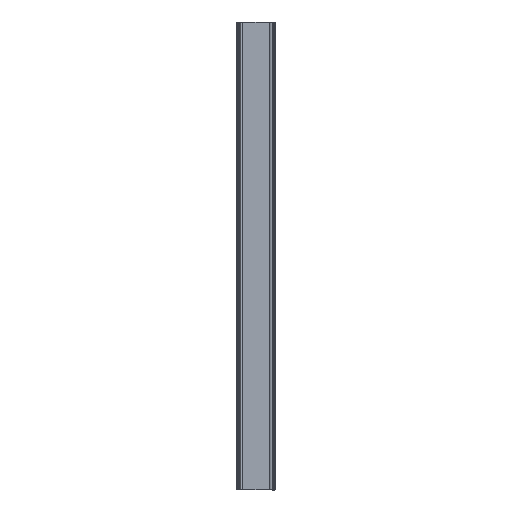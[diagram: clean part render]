
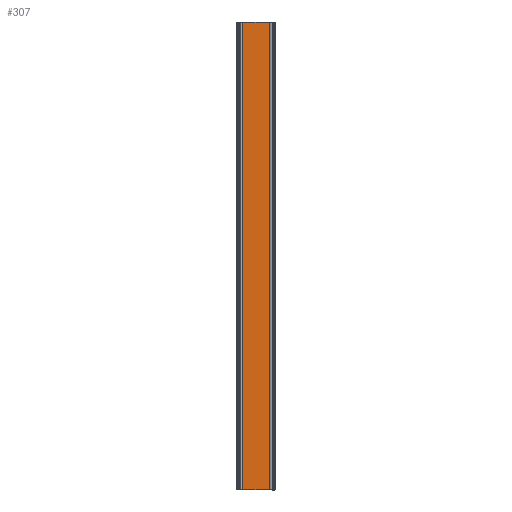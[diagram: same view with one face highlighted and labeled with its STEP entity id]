
A CAD part, front view. The second image highlights one B-rep face of the part: STEP entity #307.
In plain terms, the highlighted planar face has unit normal (0, -1, 0).
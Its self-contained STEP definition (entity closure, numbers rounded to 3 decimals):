
#25=DIRECTION('',(0.,0.,-1.));
#26=VECTOR('',#25,2399.);
#27=CARTESIAN_POINT('',(67.5,0.,0.));
#28=LINE('',#27,#26);
#33=DIRECTION('',(-1.,0.,0.));
#34=VECTOR('',#33,135.);
#35=CARTESIAN_POINT('',(67.5,0.,0.));
#36=LINE('',#35,#34);
#41=DIRECTION('',(-1.,0.,0.));
#42=VECTOR('',#41,135.);
#43=CARTESIAN_POINT('',(67.5,0.,-2399.));
#44=LINE('',#43,#42);
#121=DIRECTION('',(0.,0.,1.));
#122=VECTOR('',#121,2399.);
#123=CARTESIAN_POINT('',(-67.5,0.,-2399.));
#124=LINE('',#123,#122);
#193=CARTESIAN_POINT('',(-67.5,0.,-2399.));
#195=VERTEX_POINT('',#193);
#205=CARTESIAN_POINT('',(67.5,0.,0.));
#206=CARTESIAN_POINT('',(-67.5,0.,0.));
#207=VERTEX_POINT('',#205);
#208=VERTEX_POINT('',#206);
#211=CARTESIAN_POINT('',(67.5,0.,-2399.));
#212=VERTEX_POINT('',#211);
#293=CARTESIAN_POINT('',(-70.5,0.,-2399.));
#294=DIRECTION('',(0.,-1.,0.));
#295=DIRECTION('',(0.,0.,-1.));
#296=AXIS2_PLACEMENT_3D('',#293,#294,#295);
#297=PLANE('',#296);
#299=ORIENTED_EDGE('',*,*,#298,.T.);
#301=ORIENTED_EDGE('',*,*,#300,.T.);
#303=ORIENTED_EDGE('',*,*,#302,.F.);
#304=ORIENTED_EDGE('',*,*,#283,.T.);
#305=EDGE_LOOP('',(#299,#301,#303,#304));
#306=FACE_OUTER_BOUND('',#305,.F.);
#307=ADVANCED_FACE('',(#306),#297,.T.);
#283=EDGE_CURVE('',#207,#212,#28,.T.);
#298=EDGE_CURVE('',#212,#195,#44,.T.);
#300=EDGE_CURVE('',#195,#208,#124,.T.);
#302=EDGE_CURVE('',#207,#208,#36,.T.);
